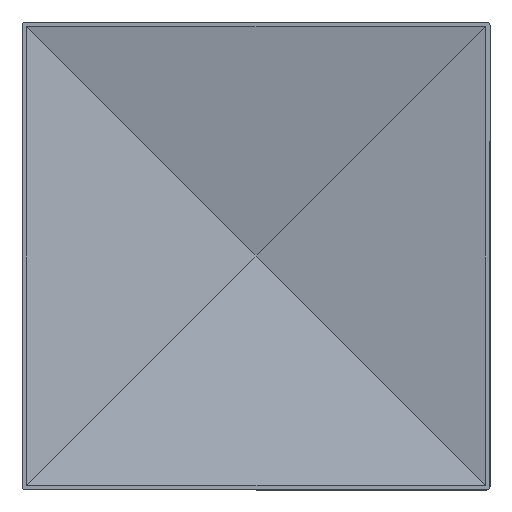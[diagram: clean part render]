
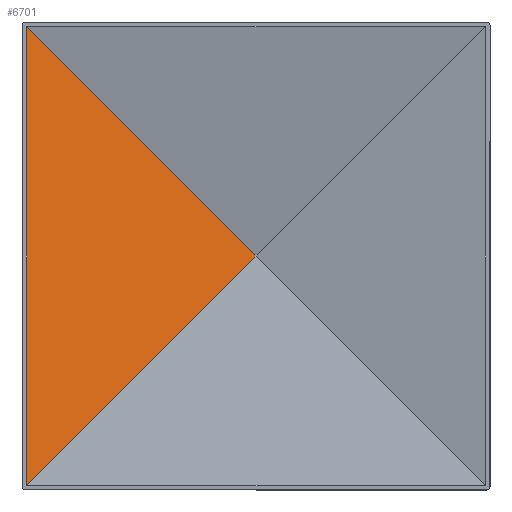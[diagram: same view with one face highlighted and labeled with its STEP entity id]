
A CAD part, front view. The second image highlights one B-rep face of the part: STEP entity #6701.
In plain terms, the highlighted planar face has unit normal (0.208, -0.978, 0).
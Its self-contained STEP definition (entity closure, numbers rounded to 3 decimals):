
#192 = LINE ( 'NONE', #5250, #9886 ) ;
#893 = DIRECTION ( 'NONE',  ( -0.978, -0.208, 0. ) ) ;
#981 = VECTOR ( 'NONE', #7141, 1000. ) ;
#1185 = DIRECTION ( 'NONE',  ( -0.699, -0.149, 0.699 ) ) ;
#1441 = ORIENTED_EDGE ( 'NONE', *, *, #5003, .F. ) ;
#1809 = PLANE ( 'NONE',  #9208 ) ;
#2606 = CARTESIAN_POINT ( 'NONE',  ( -5.496, 25.819, -102.5 ) ) ;
#2851 = VECTOR ( 'NONE', #1185, 1000. ) ;
#3147 = VERTEX_POINT ( 'NONE', #5392 ) ;
#3346 = CARTESIAN_POINT ( 'NONE',  ( 0., 26.989, 0. ) ) ;
#3349 = CARTESIAN_POINT ( 'NONE',  ( -100.5, 5.595, 100.5 ) ) ;
#4989 = LINE ( 'NONE', #10801, #981 ) ;
#5003 = EDGE_CURVE ( 'NONE', #5388, #3147, #192, .T. ) ;
#5250 = CARTESIAN_POINT ( 'NONE',  ( -52.923, 15.723, -52.923 ) ) ;
#5388 = VERTEX_POINT ( 'NONE', #3346 ) ;
#5392 = CARTESIAN_POINT ( 'NONE',  ( -100.5, 5.595, -100.5 ) ) ;
#5730 = CARTESIAN_POINT ( 'NONE',  ( 47.306, 37.059, -47.306 ) ) ;
#6701 = ADVANCED_FACE ( 'NONE', ( #10396 ), #1809, .F. ) ;
#6987 = EDGE_CURVE ( 'NONE', #3147, #11193, #4989, .T. ) ;
#7141 = DIRECTION ( 'NONE',  ( 0., 0., 1. ) ) ;
#8269 = EDGE_LOOP ( 'NONE', ( #9029, #9981, #1441 ) ) ;
#9029 = ORIENTED_EDGE ( 'NONE', *, *, #9427, .T. ) ;
#9208 = AXIS2_PLACEMENT_3D ( 'NONE', #2606, #9885, #893 ) ;
#9427 = EDGE_CURVE ( 'NONE', #5388, #11193, #10116, .T. ) ;
#9793 = DIRECTION ( 'NONE',  ( -0.699, -0.149, -0.699 ) ) ;
#9885 = DIRECTION ( 'NONE',  ( -0.208, 0.978, 0. ) ) ;
#9886 = VECTOR ( 'NONE', #9793, 1000. ) ;
#9981 = ORIENTED_EDGE ( 'NONE', *, *, #6987, .F. ) ;
#10116 = LINE ( 'NONE', #5730, #2851 ) ;
#10396 = FACE_OUTER_BOUND ( 'NONE', #8269, .T. ) ;
#10801 = CARTESIAN_POINT ( 'NONE',  ( -100.5, 5.595, -102.5 ) ) ;
#11193 = VERTEX_POINT ( 'NONE', #3349 ) ;
